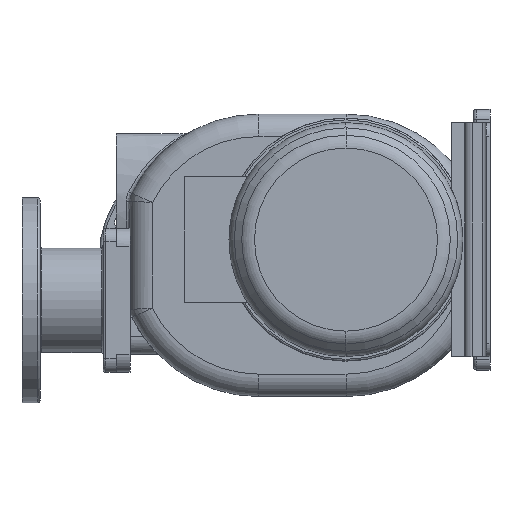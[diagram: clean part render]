
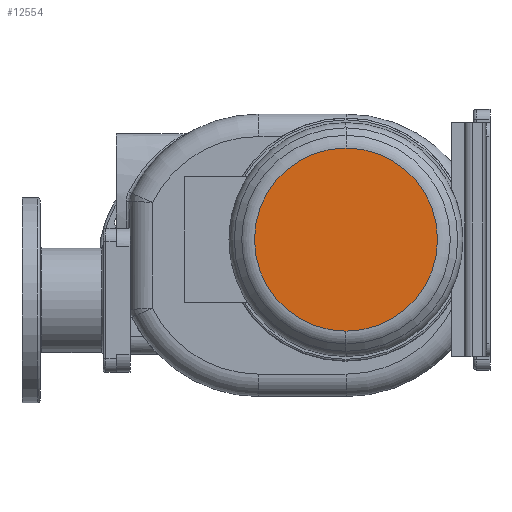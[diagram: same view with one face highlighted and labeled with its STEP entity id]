
A CAD part, left-side view. The second image highlights one B-rep face of the part: STEP entity #12554.
In plain terms, the highlighted planar face has unit normal (-1, 0, 0).
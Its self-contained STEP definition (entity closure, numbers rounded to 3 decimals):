
#1=CARTESIAN_POINT('',(0.,0.,0.));
#2=DIRECTION('',(-1.,0.,0.));
#3=DIRECTION('',(0.,0.,-1.));
#4=AXIS2_PLACEMENT_3D('',#1,#2,#3);
#6=CARTESIAN_POINT('',(0.,0.,0.));
#7=DIRECTION('',(-1.,0.,0.));
#8=DIRECTION('',(0.,0.,1.));
#9=AXIS2_PLACEMENT_3D('',#6,#7,#8);
#11063=CARTESIAN_POINT('',(0.,0.,-101.716));
#11064=CARTESIAN_POINT('',(0.,0.,101.716));
#11065=VERTEX_POINT('',#11063);
#11066=VERTEX_POINT('',#11064);
#12543=CARTESIAN_POINT('',(0.,0.,0.));
#12544=DIRECTION('',(1.,0.,0.));
#12545=DIRECTION('',(0.,0.,-1.));
#12546=AXIS2_PLACEMENT_3D('',#12543,#12544,#12545);
#12547=PLANE('',#12546);
#12549=ORIENTED_EDGE('',*,*,#12548,.F.);
#12551=ORIENTED_EDGE('',*,*,#12550,.F.);
#12552=EDGE_LOOP('',(#12549,#12551));
#12553=FACE_OUTER_BOUND('',#12552,.F.);
#12554=ADVANCED_FACE('',(#12553),#12547,.F.);
#5=CIRCLE('',#4,101.716);
#10=CIRCLE('',#9,101.716);
#12548=EDGE_CURVE('',#11065,#11066,#5,.T.);
#12550=EDGE_CURVE('',#11066,#11065,#10,.T.);
